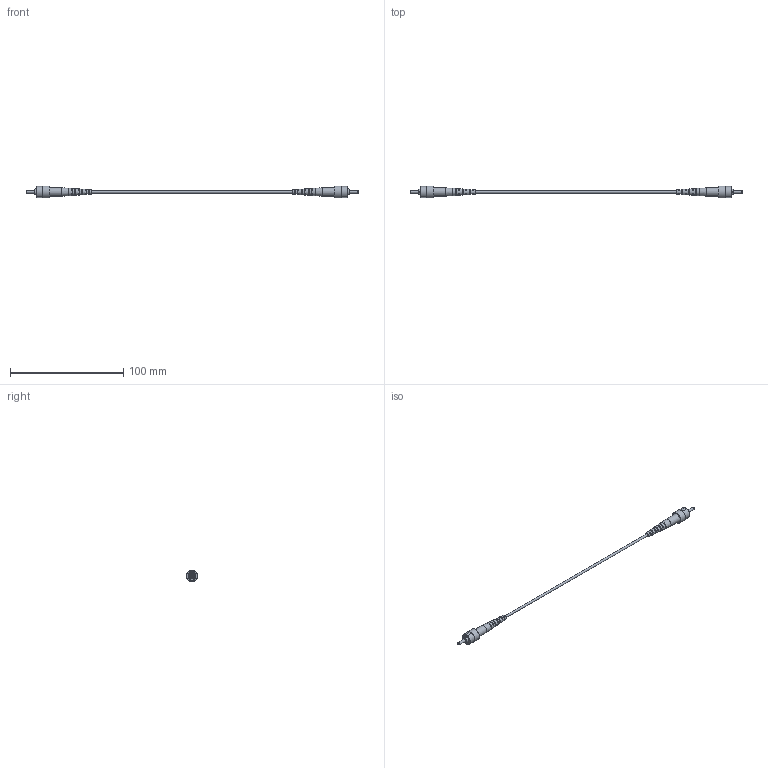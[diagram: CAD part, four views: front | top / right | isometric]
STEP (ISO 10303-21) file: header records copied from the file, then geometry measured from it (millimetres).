
FILE_DESCRIPTION (( 'STEP AP214' ), '1' );
FILE_NAME ('FCA-S1SZ-STST.step', '2022-11-03T03:44:55', ( '' ), ( '' ), 'SwSTEP 2.0', 'SolidWorks 2022', '' );
FILE_SCHEMA (( 'AUTOMOTIVE_DESIGN' ));
Length unit declared in the file: inch
Products named in the file (6): Fiber Coax^FCA-S1SZ-STST; 1AF05-007-MA2^ST CONN, SM, 1.6mm_FCA-S1SZ-STST; 1AF05-007-MA1^ST CONN, SM, 1.6mm_FCA-S1SZ-STST; 1AF05-007-MA3^ST CONN, SM, 1.6mm_FCA-S1SZ-STST; FCA-S1SZ-STST; ST CONN, SM, 1.6mm^FCA-S1SZ-STST
Assembly tree (6 placements, depth 3):
  FCA-S1SZ-STST
    Fiber Coax^FCA-S1SZ-STST
    ST CONN, SM, 1.6mm^FCA-S1SZ-STST  x2
      1AF05-007-MA1^ST CONN, SM, 1.6mm_FCA-S1SZ-STST
      1AF05-007-MA3^ST CONN, SM, 1.6mm_FCA-S1SZ-STST
      1AF05-007-MA2^ST CONN, SM, 1.6mm_FCA-S1SZ-STST
Bounding box: 293.12 x 10.39 x 10.39 mm (x, y, z)
Volume: 3567.8 mm3; surface area: 6769.9 mm2
Topology: 7 solids, 7 shells, 211 faces, 585 edges, 390 vertices
Faces by surface type: plane 168, cylinder 29, cone 12, torus 2
Full cylindrical faces by diameter (mm): 2 x1, 2.54 x2, 3.175 x2, 3.683 x2, 4.826 x2, 5.207 x2, 7.366 x2, 9.779 x2, 10.39 x2
Entity records: 4106 total; most frequent: CARTESIAN_POINT 893, DIRECTION 530, ORIENTED_EDGE 510, EDGE_CURVE 255, AXIS2_PLACEMENT_3D 214, VERTEX_POINT 179, EDGE_LOOP 162, FACE_OUTER_BOUND 117
